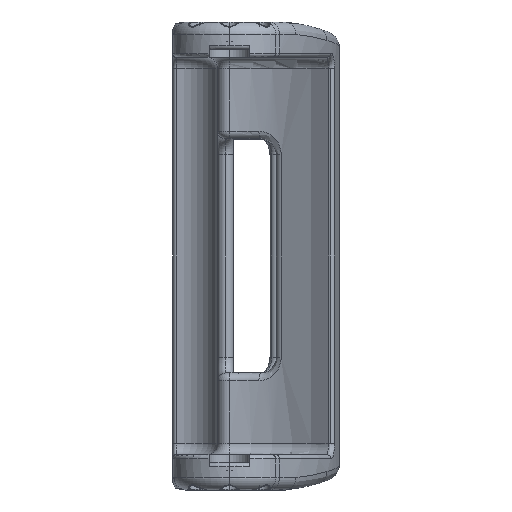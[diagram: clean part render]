
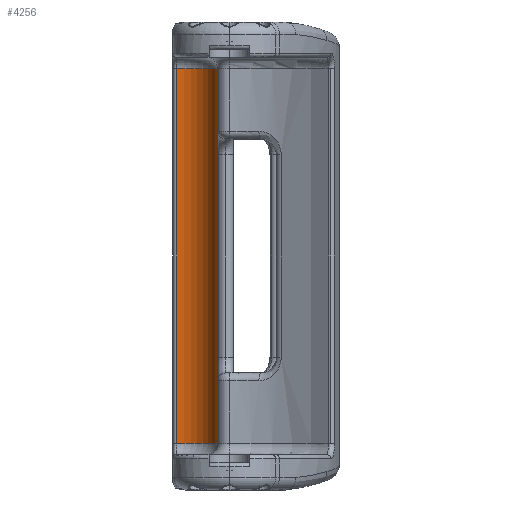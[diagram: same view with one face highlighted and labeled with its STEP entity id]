
A CAD part, left-side view. The second image highlights one B-rep face of the part: STEP entity #4256.
In plain terms, the highlighted cylindrical face has radius 11 mm (diameter 22 mm), a partial arc.
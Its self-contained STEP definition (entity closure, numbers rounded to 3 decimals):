
#752 = VERTEX_POINT ( 'NONE', #14969 ) ;
#1020 = CYLINDRICAL_SURFACE ( 'NONE', #17014, 11. ) ;
#1330 = AXIS2_PLACEMENT_3D ( 'NONE', #1916, #1670, #1830 ) ;
#1670 = DIRECTION ( 'NONE',  ( 0., 0., -1. ) ) ;
#1830 = DIRECTION ( 'NONE',  ( -1., 0., 0. ) ) ;
#1916 = CARTESIAN_POINT ( 'NONE',  ( 94., 14., -99. ) ) ;
#2609 = VERTEX_POINT ( 'NONE', #23739 ) ;
#3035 = AXIS2_PLACEMENT_3D ( 'NONE', #11759, #19477, #11850 ) ;
#3815 = CARTESIAN_POINT ( 'NONE',  ( 104.99, 13.542, -51. ) ) ;
#3931 = VERTEX_POINT ( 'NONE', #9845 ) ;
#4256 = ADVANCED_FACE ( 'NONE', ( #9964 ), #1020, .F. ) ;
#5362 = ORIENTED_EDGE ( 'NONE', *, *, #18174, .T. ) ;
#6648 = ORIENTED_EDGE ( 'NONE', *, *, #10232, .T. ) ;
#6981 = VECTOR ( 'NONE', #23560, 1000. ) ;
#7930 = EDGE_LOOP ( 'NONE', ( #18207, #5362, #13193, #6648 ) ) ;
#9845 = CARTESIAN_POINT ( 'NONE',  ( 104.99, 13.542, -99. ) ) ;
#9964 = FACE_OUTER_BOUND ( 'NONE', #7930, .T. ) ;
#10102 = CARTESIAN_POINT ( 'NONE',  ( 94., 3., -51. ) ) ;
#10232 = EDGE_CURVE ( 'NONE', #2609, #752, #10262, .T. ) ;
#10262 = LINE ( 'NONE', #10102, #6981 ) ;
#11759 = CARTESIAN_POINT ( 'NONE',  ( 94., 14., -3. ) ) ;
#11850 = DIRECTION ( 'NONE',  ( 1., 0., 0. ) ) ;
#12181 = CIRCLE ( 'NONE', #3035, 11. ) ;
#13193 = ORIENTED_EDGE ( 'NONE', *, *, #20033, .T. ) ;
#13318 = DIRECTION ( 'NONE',  ( 0., 0., -1. ) ) ;
#13491 = DIRECTION ( 'NONE',  ( 0., 0., 1. ) ) ;
#13890 = VERTEX_POINT ( 'NONE', #16195 ) ;
#14671 = CIRCLE ( 'NONE', #1330, 11. ) ;
#14922 = CARTESIAN_POINT ( 'NONE',  ( 94., 14., -51. ) ) ;
#14969 = CARTESIAN_POINT ( 'NONE',  ( 94., 3., -3. ) ) ;
#16195 = CARTESIAN_POINT ( 'NONE',  ( 104.99, 13.542, -3. ) ) ;
#17014 = AXIS2_PLACEMENT_3D ( 'NONE', #14922, #13491, #21227 ) ;
#17038 = EDGE_CURVE ( 'NONE', #752, #13890, #12181, .T. ) ;
#17855 = VECTOR ( 'NONE', #13318, 1000. ) ;
#18174 = EDGE_CURVE ( 'NONE', #13890, #3931, #22927, .T. ) ;
#18207 = ORIENTED_EDGE ( 'NONE', *, *, #17038, .T. ) ;
#19477 = DIRECTION ( 'NONE',  ( 0., 0., 1. ) ) ;
#20033 = EDGE_CURVE ( 'NONE', #3931, #2609, #14671, .T. ) ;
#21227 = DIRECTION ( 'NONE',  ( 1., 0., 0. ) ) ;
#22927 = LINE ( 'NONE', #3815, #17855 ) ;
#23560 = DIRECTION ( 'NONE',  ( 0., 0., 1. ) ) ;
#23739 = CARTESIAN_POINT ( 'NONE',  ( 94., 3., -99. ) ) ;
